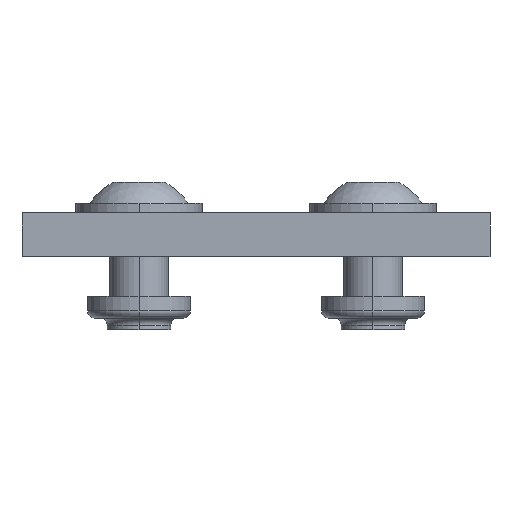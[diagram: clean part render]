
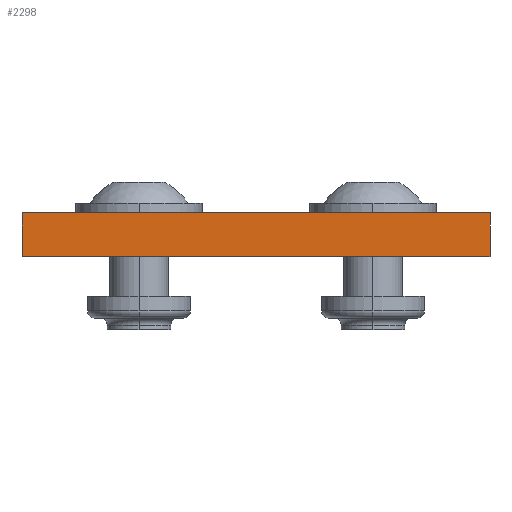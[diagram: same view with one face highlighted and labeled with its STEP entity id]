
A CAD part, front view. The second image highlights one B-rep face of the part: STEP entity #2298.
In plain terms, the highlighted planar face has unit normal (0, -1, 0).
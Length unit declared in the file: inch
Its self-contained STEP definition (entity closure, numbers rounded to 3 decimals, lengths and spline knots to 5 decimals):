
#27 = VERTEX_POINT ( 'NONE', #400 ) ;
#45 = EDGE_CURVE ( 'NONE', #1194, #27, #507, .T. ) ;
#157 = VERTEX_POINT ( 'NONE', #1310 ) ;
#281 = LINE ( 'NONE', #282, #283 ) ;
#282 = CARTESIAN_POINT ( 'NONE',  ( 0., 0., 0.188 ) ) ;
#283 = VECTOR ( 'NONE', #284, 39.37008 ) ;
#284 = DIRECTION ( 'NONE',  ( 0., 0., -1. ) ) ;
#365 = EDGE_CURVE ( 'NONE', #157, #1194, #281, .T. ) ;
#400 = CARTESIAN_POINT ( 'NONE',  ( 2., 0., 0. ) ) ;
#425 = CARTESIAN_POINT ( 'NONE',  ( 2., 0., 0.188 ) ) ;
#507 = LINE ( 'NONE', #508, #509 ) ;
#508 = CARTESIAN_POINT ( 'NONE',  ( 0., 0., 0. ) ) ;
#509 = VECTOR ( 'NONE', #510, 39.37008 ) ;
#510 = DIRECTION ( 'NONE',  ( 1., 0., 0. ) ) ;
#524 = LINE ( 'NONE', #525, #526 ) ;
#525 = CARTESIAN_POINT ( 'NONE',  ( 2., 0., 0.188 ) ) ;
#526 = VECTOR ( 'NONE', #527, 39.37008 ) ;
#527 = DIRECTION ( 'NONE',  ( 0., 0., -1. ) ) ;
#733 = CARTESIAN_POINT ( 'NONE',  ( 0., 0., 0. ) ) ;
#760 = FACE_OUTER_BOUND ( 'NONE', #2333, .T. ) ;
#761 = PLANE ( 'NONE',  #762 ) ;
#762 = AXIS2_PLACEMENT_3D ( 'NONE', #763, #764, #765 ) ;
#763 = CARTESIAN_POINT ( 'NONE',  ( 0., 0., 0.188 ) ) ;
#764 = DIRECTION ( 'NONE',  ( 0., 1., 0. ) ) ;
#765 = DIRECTION ( 'NONE',  ( 0., 0., 1. ) ) ;
#1154 = LINE ( 'NONE', #1155, #1156 ) ;
#1155 = CARTESIAN_POINT ( 'NONE',  ( 0., 0., 0.188 ) ) ;
#1156 = VECTOR ( 'NONE', #1157, 39.37008 ) ;
#1157 = DIRECTION ( 'NONE',  ( 1., 0., 0. ) ) ;
#1194 = VERTEX_POINT ( 'NONE', #733 ) ;
#1310 = CARTESIAN_POINT ( 'NONE',  ( 0., 0., 0.188 ) ) ;
#1474 = ORIENTED_EDGE ( 'NONE', *, *, #365, .T. ) ;
#1956 = EDGE_CURVE ( 'NONE', #157, #2244, #1154, .T. ) ;
#2205 = ORIENTED_EDGE ( 'NONE', *, *, #1956, .F. ) ;
#2244 = VERTEX_POINT ( 'NONE', #425 ) ;
#2261 = EDGE_CURVE ( 'NONE', #2244, #27, #524, .T. ) ;
#2294 = ORIENTED_EDGE ( 'NONE', *, *, #2261, .F. ) ;
#2298 = ADVANCED_FACE ( 'NONE', ( #760 ), #761, .F. ) ;
#2302 = ORIENTED_EDGE ( 'NONE', *, *, #45, .T. ) ;
#2333 = EDGE_LOOP ( 'NONE', ( #2302, #2294, #2205, #1474 ) ) ;
